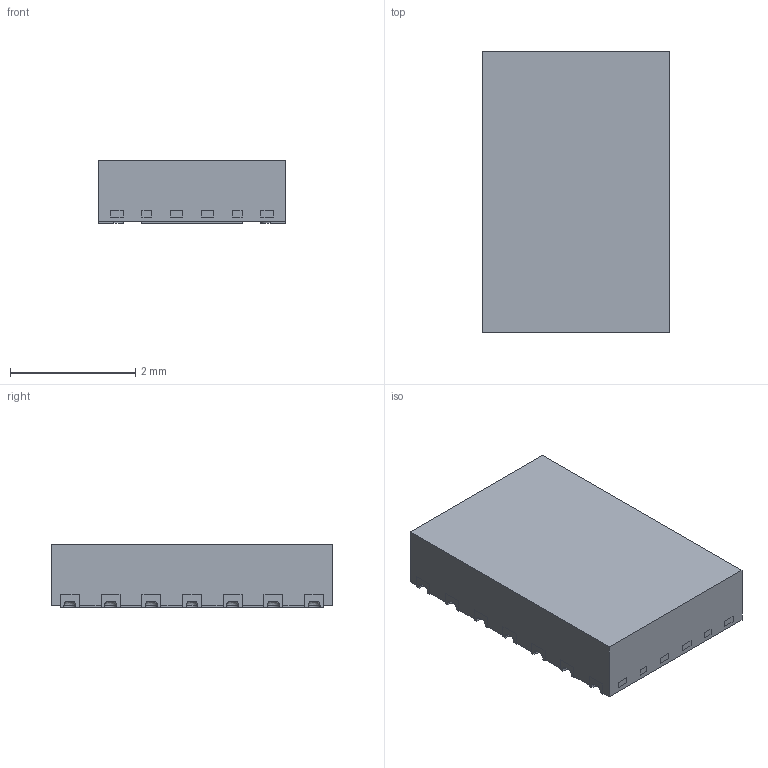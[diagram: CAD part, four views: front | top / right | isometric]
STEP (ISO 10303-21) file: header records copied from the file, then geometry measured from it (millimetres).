
FILE_DESCRIPTION((''),'2;1');
FILE_NAME('DMT0014B_ASM','2021-01-19T07:47:30',('a0412086'),(''),'CREO PARAMETRIC BY PTC INC, 2018500','CREO PARAMETRIC BY PTC INC, 2018500','');
FILE_SCHEMA(('CONFIG_CONTROL_DESIGN','SHAPE_APPEARANCE_LAYERS_GROUPS'));
Length unit declared in the file: millimetre
Products named in the file (4): BODY-SON; PIN1-ID; FRAME-DMT0014B; DMT0014B_ASM
Assembly tree (3 placements, depth 2):
  DMT0014B_ASM
    BODY-SON
    PIN1-ID
    FRAME-DMT0014B
Bounding box: 3 x 4.5 x 1 mm (x, y, z)
Volume: 13.3 mm3; surface area: 69.5 mm2
Topology: 17 solids, 17 shells, 339 faces, 914 edges, 600 vertices
Faces by surface type: plane 255, cylinder 70, bspline 14
Entity records: 14081 total; most frequent: CARTESIAN_POINT 2238, ORIENTED_EDGE 1828, DIRECTION 1740, PRESENTATION_STYLE_ASSIGNMENT 957, STYLED_ITEM 931, CURVE_STYLE 914, EDGE_CURVE 914, VECTOR 752
